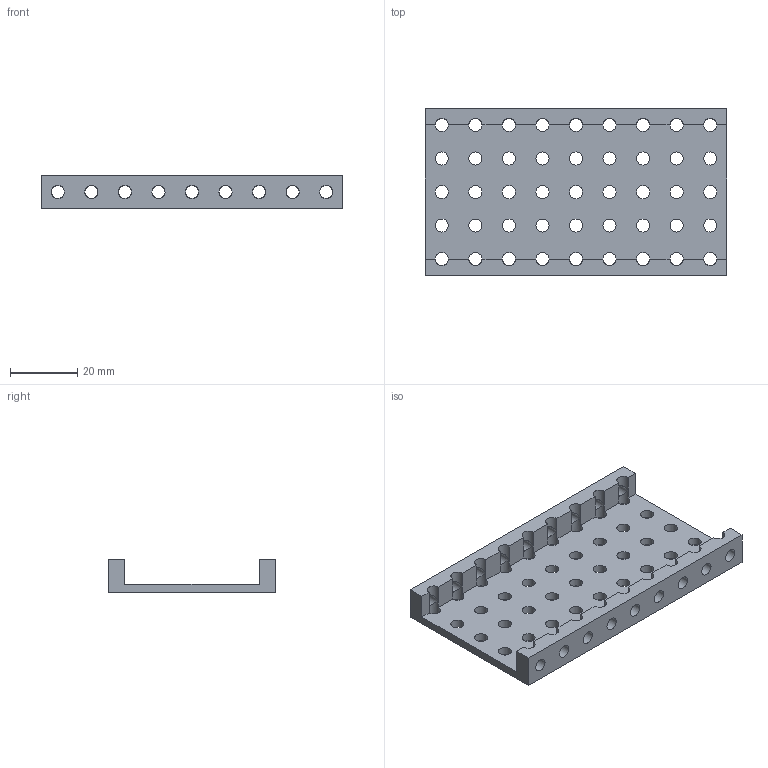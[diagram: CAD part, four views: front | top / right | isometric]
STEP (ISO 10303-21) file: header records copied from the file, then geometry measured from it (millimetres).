
FILE_DESCRIPTION(('Open CASCADE Model'),'2;1');
FILE_NAME('Open CASCADE Shape Model','2025-10-22T18:56:01',('Author'),( 'Open CASCADE'),'Open CASCADE STEP processor 7.8','Open CASCADE 7.8' ,'Unknown');
FILE_SCHEMA(('AUTOMOTIVE_DESIGN { 1 0 10303 214 1 1 1 1 }'));
Length unit declared in the file: millimetre
Products named in the file (1): Open CASCADE STEP translator 7.8 12
Bounding box: 90 x 50 x 10 mm (x, y, z)
Volume: 15130.5 mm3; surface area: 13493.9 mm2
Topology: 1 solids, 1 shells, 109 faces, 375 edges, 232 vertices
Faces by surface type: cylinder 81, plane 28
Full cylindrical faces by diameter (mm): 3.9 x63
Entity records: 10056 total; most frequent: CARTESIAN_POINT 2803, DIRECTION 1287, ORIENTED_EDGE 750, PCURVE 750, DEFINITIONAL_REPRESENTATION 750, LINE 599, VECTOR 599, EDGE_CURVE 375
